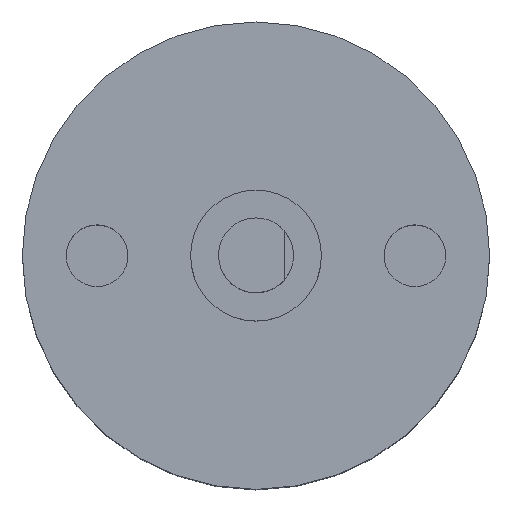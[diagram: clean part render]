
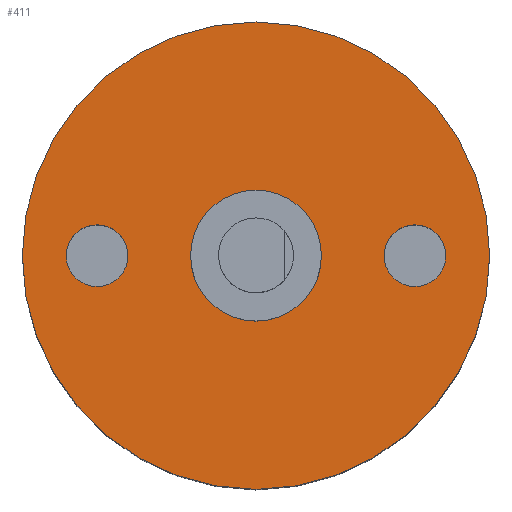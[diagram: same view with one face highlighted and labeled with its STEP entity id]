
A CAD part, top view. The second image highlights one B-rep face of the part: STEP entity #411.
In plain terms, the highlighted planar face has unit normal (0, 0, 1).
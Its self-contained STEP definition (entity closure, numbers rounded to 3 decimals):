
#13=FACE_BOUND('',#97,.T.);
#14=FACE_BOUND('',#98,.T.);
#33=PLANE('',#472);
#63=FACE_OUTER_BOUND('',#96,.T.);
#96=EDGE_LOOP('',(#314));
#97=EDGE_LOOP('',(#315));
#98=EDGE_LOOP('',(#316));
#195=CIRCLE('',#462,1.65);
#197=CIRCLE('',#466,1.65);
#199=CIRCLE('',#470,12.5);
#211=VERTEX_POINT('',#650);
#213=VERTEX_POINT('',#657);
#215=VERTEX_POINT('',#664);
#246=EDGE_CURVE('',#211,#211,#195,.T.);
#249=EDGE_CURVE('',#213,#213,#197,.T.);
#252=EDGE_CURVE('',#215,#215,#199,.T.);
#314=ORIENTED_EDGE('',*,*,#252,.T.);
#315=ORIENTED_EDGE('',*,*,#246,.T.);
#316=ORIENTED_EDGE('',*,*,#249,.T.);
#411=ADVANCED_FACE('',(#63,#13,#14),#33,.T.);
#462=AXIS2_PLACEMENT_3D('',#651,#520,#521);
#466=AXIS2_PLACEMENT_3D('',#658,#529,#530);
#470=AXIS2_PLACEMENT_3D('',#665,#538,#539);
#472=AXIS2_PLACEMENT_3D('',#669,#543,#544);
#520=DIRECTION('center_axis',(0.,0.,-1.));
#521=DIRECTION('ref_axis',(1.,0.,0.));
#529=DIRECTION('center_axis',(0.,0.,-1.));
#530=DIRECTION('ref_axis',(1.,0.,0.));
#538=DIRECTION('center_axis',(0.,0.,1.));
#539=DIRECTION('ref_axis',(-1.,0.,0.));
#543=DIRECTION('center_axis',(0.,0.,1.));
#544=DIRECTION('ref_axis',(-1.,0.,0.));
#650=CARTESIAN_POINT('',(6.85,0.,49.8));
#651=CARTESIAN_POINT('Origin',(8.5,0.,49.8));
#657=CARTESIAN_POINT('',(-10.15,0.,49.8));
#658=CARTESIAN_POINT('Origin',(-8.5,0.,49.8));
#664=CARTESIAN_POINT('',(12.5,0.,49.8));
#665=CARTESIAN_POINT('Origin',(0.,0.,49.8));
#669=CARTESIAN_POINT('Origin',(0.,0.,49.8));
